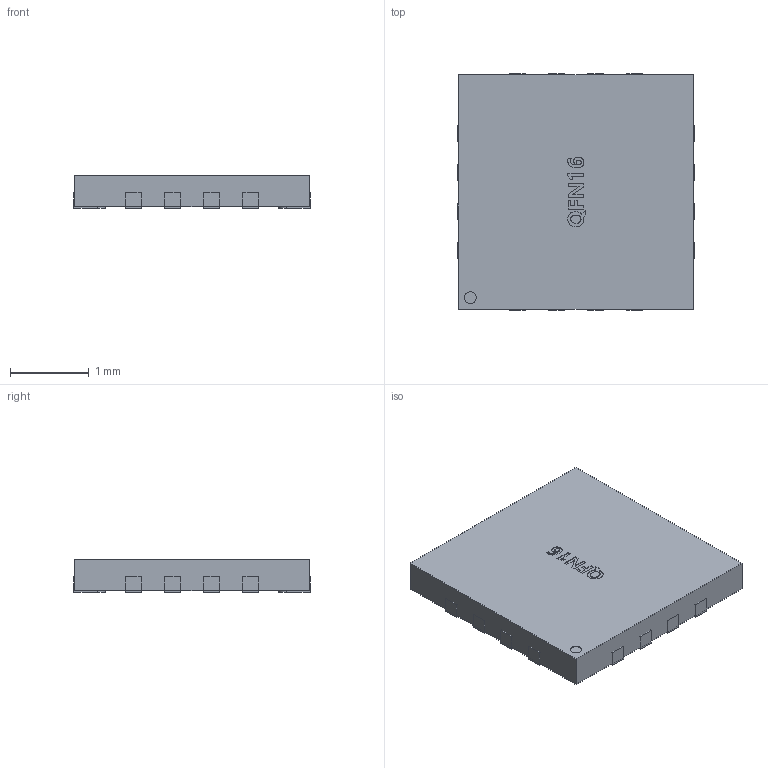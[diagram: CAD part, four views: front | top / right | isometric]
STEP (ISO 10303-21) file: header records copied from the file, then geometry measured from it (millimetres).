
FILE_DESCRIPTION (( 'STEP AP214' ), '1' );
FILE_NAME ('QFN16L-3X3.STEP', '2022-02-18T08:30:03', ( '' ), ( '' ), 'SwSTEP 2.0', 'SolidWorks 2020', '' );
FILE_SCHEMA (( 'AUTOMOTIVE_DESIGN' ));
Length unit declared in the file: millimetre
Products named in the file (1): QFN16L-3X3
Bounding box: 3 x 3 x 0.42 mm (x, y, z)
Surface area: 28.2 mm2 (no closed solid volume)
Topology: 0 solids, 17 shells, 190 faces, 533 edges, 364 vertices
Faces by surface type: plane 138, bspline 34, cylinder 18
Entity records: 10052 total; most frequent: CARTESIAN_POINT 3366, ORIENTED_EDGE 928, DIRECTION 799, EDGE_CURVE 533, LINE 413, VECTOR 413, VERTEX_POINT 364, EDGE_LOOP 205
